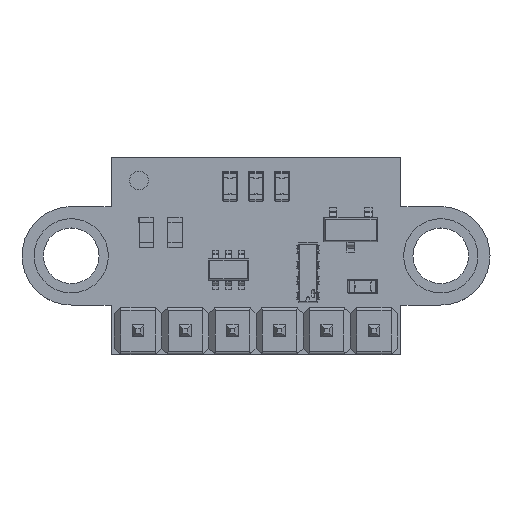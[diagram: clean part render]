
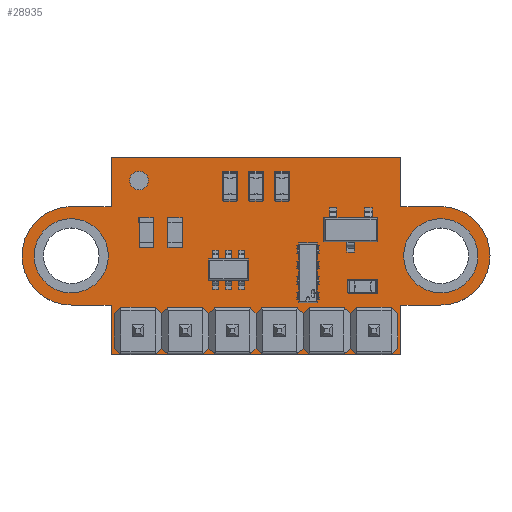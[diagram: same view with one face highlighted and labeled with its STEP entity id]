
A CAD part, top view. The second image highlights one B-rep face of the part: STEP entity #28935.
In plain terms, the highlighted planar face has unit normal (0, 0, 1).
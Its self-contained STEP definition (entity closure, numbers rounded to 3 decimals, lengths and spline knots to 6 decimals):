
#1765=CIRCLE('',#33244,0.0007);
#1766=CIRCLE('',#33245,0.002);
#1767=CIRCLE('',#33246,0.0005);
#1768=CIRCLE('',#33247,0.0007);
#1769=CIRCLE('',#33248,0.0007);
#1770=CIRCLE('',#33249,0.0007);
#1771=CIRCLE('',#33250,0.0007);
#1772=CIRCLE('',#33251,0.0007);
#1773=CIRCLE('',#33252,0.002);
#1774=CIRCLE('',#33253,0.00265);
#1775=CIRCLE('',#33254,0.00265);
#5303=ORIENTED_EDGE('',*,*,#12622,.T.);
#5304=ORIENTED_EDGE('',*,*,#12623,.T.);
#5305=ORIENTED_EDGE('',*,*,#12624,.T.);
#5306=ORIENTED_EDGE('',*,*,#12625,.T.);
#5307=ORIENTED_EDGE('',*,*,#12626,.T.);
#5308=ORIENTED_EDGE('',*,*,#12627,.T.);
#5309=ORIENTED_EDGE('',*,*,#12628,.T.);
#5310=ORIENTED_EDGE('',*,*,#12629,.T.);
#5311=ORIENTED_EDGE('',*,*,#12630,.T.);
#5312=ORIENTED_EDGE('',*,*,#12631,.T.);
#5313=ORIENTED_EDGE('',*,*,#12632,.T.);
#5314=ORIENTED_EDGE('',*,*,#12633,.T.);
#5315=ORIENTED_EDGE('',*,*,#12634,.T.);
#5316=ORIENTED_EDGE('',*,*,#12635,.T.);
#5317=ORIENTED_EDGE('',*,*,#12636,.T.);
#5318=ORIENTED_EDGE('',*,*,#12637,.T.);
#5319=ORIENTED_EDGE('',*,*,#12638,.T.);
#5320=ORIENTED_EDGE('',*,*,#12639,.T.);
#5321=ORIENTED_EDGE('',*,*,#12640,.T.);
#5322=ORIENTED_EDGE('',*,*,#12641,.T.);
#5323=ORIENTED_EDGE('',*,*,#12642,.T.);
#12622=EDGE_CURVE('',#16455,#16455,#1765,.T.);
#12623=EDGE_CURVE('',#16456,#16456,#1766,.T.);
#12624=EDGE_CURVE('',#16457,#16457,#1767,.T.);
#12625=EDGE_CURVE('',#16458,#16458,#1768,.T.);
#12626=EDGE_CURVE('',#16459,#16459,#1769,.T.);
#12627=EDGE_CURVE('',#16460,#16460,#1770,.T.);
#12628=EDGE_CURVE('',#16461,#16461,#1771,.T.);
#12629=EDGE_CURVE('',#16462,#16462,#1772,.T.);
#12630=EDGE_CURVE('',#16463,#16463,#1773,.T.);
#12631=EDGE_CURVE('',#16464,#16465,#19271,.T.);
#12632=EDGE_CURVE('',#16465,#16466,#1774,.T.);
#12633=EDGE_CURVE('',#16466,#16467,#19272,.T.);
#12634=EDGE_CURVE('',#16467,#16468,#19273,.T.);
#12635=EDGE_CURVE('',#16468,#16469,#19274,.T.);
#12636=EDGE_CURVE('',#16469,#16470,#19275,.T.);
#12637=EDGE_CURVE('',#16470,#16471,#19276,.T.);
#12638=EDGE_CURVE('',#16471,#16472,#1775,.T.);
#12639=EDGE_CURVE('',#16472,#16473,#19277,.T.);
#12640=EDGE_CURVE('',#16473,#16474,#19278,.T.);
#12641=EDGE_CURVE('',#16474,#16475,#19279,.T.);
#12642=EDGE_CURVE('',#16475,#16464,#19280,.T.);
#16455=VERTEX_POINT('',#45321);
#16456=VERTEX_POINT('',#45323);
#16457=VERTEX_POINT('',#45325);
#16458=VERTEX_POINT('',#45327);
#16459=VERTEX_POINT('',#45329);
#16460=VERTEX_POINT('',#45331);
#16461=VERTEX_POINT('',#45333);
#16462=VERTEX_POINT('',#45335);
#16463=VERTEX_POINT('',#45337);
#16464=VERTEX_POINT('',#45339);
#16465=VERTEX_POINT('',#45340);
#16466=VERTEX_POINT('',#45342);
#16467=VERTEX_POINT('',#45344);
#16468=VERTEX_POINT('',#45346);
#16469=VERTEX_POINT('',#45348);
#16470=VERTEX_POINT('',#45350);
#16471=VERTEX_POINT('',#45352);
#16472=VERTEX_POINT('',#45354);
#16473=VERTEX_POINT('',#45356);
#16474=VERTEX_POINT('',#45358);
#16475=VERTEX_POINT('',#45360);
#19271=LINE('',#45338,#22009);
#19272=LINE('',#45343,#22010);
#19273=LINE('',#45345,#22011);
#19274=LINE('',#45347,#22012);
#19275=LINE('',#45349,#22013);
#19276=LINE('',#45351,#22014);
#19277=LINE('',#45355,#22015);
#19278=LINE('',#45357,#22016);
#19279=LINE('',#45359,#22017);
#19280=LINE('',#45361,#22018);
#22009=VECTOR('',#36443,1.);
#22010=VECTOR('',#36446,1.);
#22011=VECTOR('',#36447,1.);
#22012=VECTOR('',#36448,1.);
#22013=VECTOR('',#36449,1.);
#22014=VECTOR('',#36450,1.);
#22015=VECTOR('',#36453,1.);
#22016=VECTOR('',#36454,1.);
#22017=VECTOR('',#36455,1.);
#22018=VECTOR('',#36456,1.);
#24399=EDGE_LOOP('',(#5303));
#24400=EDGE_LOOP('',(#5304));
#24401=EDGE_LOOP('',(#5305));
#24402=EDGE_LOOP('',(#5306));
#24403=EDGE_LOOP('',(#5307));
#24404=EDGE_LOOP('',(#5308));
#24405=EDGE_LOOP('',(#5309));
#24406=EDGE_LOOP('',(#5310));
#24407=EDGE_LOOP('',(#5311));
#24408=EDGE_LOOP('',(#5312,#5313,#5314,#5315,#5316,#5317,#5318,#5319,#5320,
#5321,#5322,#5323));
#26196=FACE_BOUND('',#24399,.T.);
#26197=FACE_BOUND('',#24400,.T.);
#26198=FACE_BOUND('',#24401,.T.);
#26199=FACE_BOUND('',#24402,.T.);
#26200=FACE_BOUND('',#24403,.T.);
#26201=FACE_BOUND('',#24404,.T.);
#26202=FACE_BOUND('',#24405,.T.);
#26203=FACE_BOUND('',#24406,.T.);
#26204=FACE_BOUND('',#24407,.T.);
#26205=FACE_BOUND('',#24408,.T.);
#27820=PLANE('',#33243);
#28935=ADVANCED_FACE('',(#26196,#26197,#26198,#26199,#26200,#26201,#26202,
#26203,#26204,#26205),#27820,.T.);
#33243=AXIS2_PLACEMENT_3D('',#45319,#36423,#36424);
#33244=AXIS2_PLACEMENT_3D('',#45320,#36425,#36426);
#33245=AXIS2_PLACEMENT_3D('',#45322,#36427,#36428);
#33246=AXIS2_PLACEMENT_3D('',#45324,#36429,#36430);
#33247=AXIS2_PLACEMENT_3D('',#45326,#36431,#36432);
#33248=AXIS2_PLACEMENT_3D('',#45328,#36433,#36434);
#33249=AXIS2_PLACEMENT_3D('',#45330,#36435,#36436);
#33250=AXIS2_PLACEMENT_3D('',#45332,#36437,#36438);
#33251=AXIS2_PLACEMENT_3D('',#45334,#36439,#36440);
#33252=AXIS2_PLACEMENT_3D('',#45336,#36441,#36442);
#33253=AXIS2_PLACEMENT_3D('',#45341,#36444,#36445);
#33254=AXIS2_PLACEMENT_3D('',#45353,#36451,#36452);
#36423=DIRECTION('',(0.,0.,1.));
#36424=DIRECTION('',(1.,0.,0.));
#36425=DIRECTION('',(0.,0.,-1.));
#36426=DIRECTION('',(1.,0.,0.));
#36427=DIRECTION('',(0.,0.,-1.));
#36428=DIRECTION('',(1.,0.,0.));
#36429=DIRECTION('',(0.,0.,-1.));
#36430=DIRECTION('',(1.,0.,0.));
#36431=DIRECTION('',(0.,0.,-1.));
#36432=DIRECTION('',(1.,0.,0.));
#36433=DIRECTION('',(0.,0.,-1.));
#36434=DIRECTION('',(1.,0.,0.));
#36435=DIRECTION('',(0.,0.,-1.));
#36436=DIRECTION('',(1.,0.,0.));
#36437=DIRECTION('',(0.,0.,-1.));
#36438=DIRECTION('',(1.,0.,0.));
#36439=DIRECTION('',(0.,0.,-1.));
#36440=DIRECTION('',(1.,0.,0.));
#36441=DIRECTION('',(0.,0.,-1.));
#36442=DIRECTION('',(1.,0.,0.));
#36443=DIRECTION('',(-1.,0.,0.));
#36444=DIRECTION('',(0.,0.,1.));
#36445=DIRECTION('',(1.,0.,0.));
#36446=DIRECTION('',(1.,0.,0.));
#36447=DIRECTION('',(0.,-1.,0.));
#36448=DIRECTION('',(1.,0.,0.));
#36449=DIRECTION('',(0.,1.,0.));
#36450=DIRECTION('',(1.,0.,0.));
#36451=DIRECTION('',(0.,0.,1.));
#36452=DIRECTION('',(1.,0.,0.));
#36453=DIRECTION('',(-1.,0.,0.));
#36454=DIRECTION('',(0.,1.,0.));
#36455=DIRECTION('',(-1.,0.,0.));
#36456=DIRECTION('',(0.,-1.,0.));
#45319=CARTESIAN_POINT('',(0.,0.,0.0016));
#45320=CARTESIAN_POINT('',(-0.00127,-0.00405,0.0016));
#45321=CARTESIAN_POINT('',(-0.00057,-0.00405,0.0016));
#45322=CARTESIAN_POINT('',(-0.00995,0.,0.0016));
#45323=CARTESIAN_POINT('',(-0.00795,0.,0.0016));
#45324=CARTESIAN_POINT('',(-0.0063,0.00405,0.0016));
#45325=CARTESIAN_POINT('',(-0.0058,0.00405,0.0016));
#45326=CARTESIAN_POINT('',(-0.00635,-0.00405,0.0016));
#45327=CARTESIAN_POINT('',(-0.00565,-0.00405,0.0016));
#45328=CARTESIAN_POINT('',(0.00635,-0.00405,0.0016));
#45329=CARTESIAN_POINT('',(0.00705,-0.00405,0.0016));
#45330=CARTESIAN_POINT('',(0.00381,-0.00405,0.0016));
#45331=CARTESIAN_POINT('',(0.00451,-0.00405,0.0016));
#45332=CARTESIAN_POINT('',(-0.00381,-0.00405,0.0016));
#45333=CARTESIAN_POINT('',(-0.00311,-0.00405,0.0016));
#45334=CARTESIAN_POINT('',(0.00127,-0.00405,0.0016));
#45335=CARTESIAN_POINT('',(0.00197,-0.00405,0.0016));
#45336=CARTESIAN_POINT('',(0.00995,0.,0.0016));
#45337=CARTESIAN_POINT('',(0.01195,0.,0.0016));
#45338=CARTESIAN_POINT('',(-0.0078,0.00265,0.0016));
#45339=CARTESIAN_POINT('',(-0.0078,0.00265,0.0016));
#45340=CARTESIAN_POINT('',(-0.00995,0.00265,0.0016));
#45341=CARTESIAN_POINT('',(-0.00995,0.,0.0016));
#45342=CARTESIAN_POINT('',(-0.00995,-0.00265,0.0016));
#45343=CARTESIAN_POINT('',(-0.0078,-0.00265,0.0016));
#45344=CARTESIAN_POINT('',(-0.0078,-0.00265,0.0016));
#45345=CARTESIAN_POINT('',(-0.0078,-0.0053,0.0016));
#45346=CARTESIAN_POINT('',(-0.0078,-0.0053,0.0016));
#45347=CARTESIAN_POINT('',(0.0078,-0.0053,0.0016));
#45348=CARTESIAN_POINT('',(0.0078,-0.0053,0.0016));
#45349=CARTESIAN_POINT('',(0.0078,0.0053,0.0016));
#45350=CARTESIAN_POINT('',(0.0078,-0.00265,0.0016));
#45351=CARTESIAN_POINT('',(0.0078,-0.00265,0.0016));
#45352=CARTESIAN_POINT('',(0.00995,-0.00265,0.0016));
#45353=CARTESIAN_POINT('',(0.00995,0.,0.0016));
#45354=CARTESIAN_POINT('',(0.00995,0.00265,0.0016));
#45355=CARTESIAN_POINT('',(0.0078,0.00265,0.0016));
#45356=CARTESIAN_POINT('',(0.0078,0.00265,0.0016));
#45357=CARTESIAN_POINT('',(0.0078,0.0053,0.0016));
#45358=CARTESIAN_POINT('',(0.0078,0.0053,0.0016));
#45359=CARTESIAN_POINT('',(-0.0078,0.0053,0.0016));
#45360=CARTESIAN_POINT('',(-0.0078,0.0053,0.0016));
#45361=CARTESIAN_POINT('',(-0.0078,-0.0053,0.0016));
